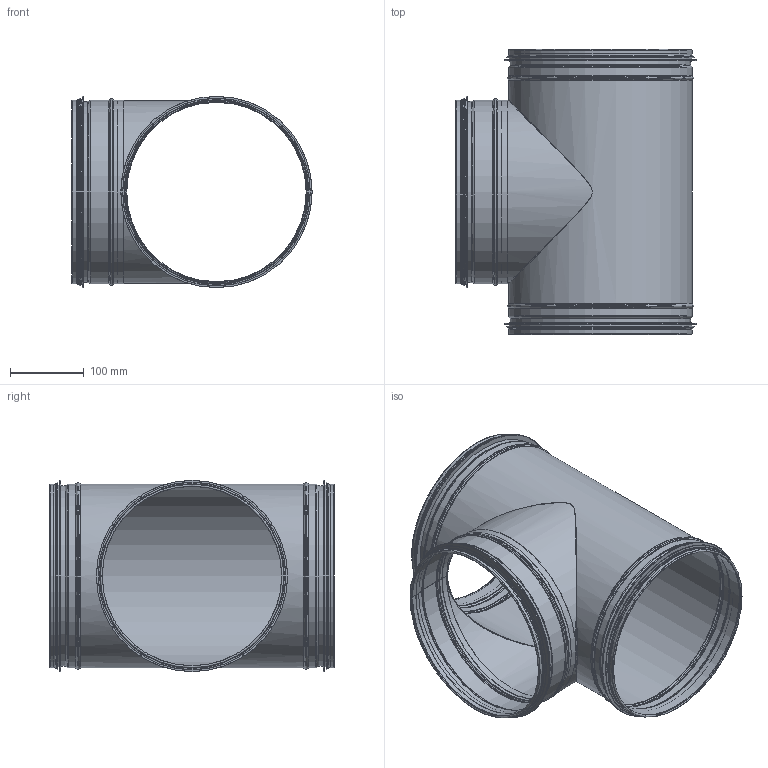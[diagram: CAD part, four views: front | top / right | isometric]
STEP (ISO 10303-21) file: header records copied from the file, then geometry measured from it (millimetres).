
FILE_DESCRIPTION((''),'2;1');
FILE_NAME('HTK_250-250.stp','2014-02-20T15:45:26',(''),(''),'Autodesk Inventor 2013','Autodesk Inventor 2013','');
FILE_SCHEMA(('AUTOMOTIVE_DESIGN { 1 2 10303 214 0 1 1 1 }'));
Length unit declared in the file: millimetre
Products named in the file (5): HTK_250-250; HTKRörämne-250-250; 999007; StosKort-250; StosKortRörämne-250
Assembly tree (6 placements, depth 3):
  HTK_250-250
    HTKRörämne-250-250
    999007  x2
    StosKort-250
      StosKortRörämne-250
      999007
Bounding box: 325.6 x 385.99 x 259.3 mm (x, y, z)
Volume: 193748.3 mm3; surface area: 835388.6 mm2
Topology: 5 solids, 5 shells, 175 faces, 337 edges, 182 vertices
Faces by surface type: torus 56, plane 50, cylinder 42, cone 26, bspline 1
Full cylindrical faces by diameter (mm): 243.1 x3, 244.1 x3, 245.3 x3, 246.9 x1, 247.9 x18, 248.9 x8, 254.3 x3, 259.3 x3
Entity records: 4202 total; most frequent: CARTESIAN_POINT 1301, DIRECTION 626, ORIENTED_EDGE 402, AXIS2_PLACEMENT_3D 281, EDGE_LOOP 213, EDGE_CURVE 201, VERTEX_POINT 140, STYLED_ITEM 140
